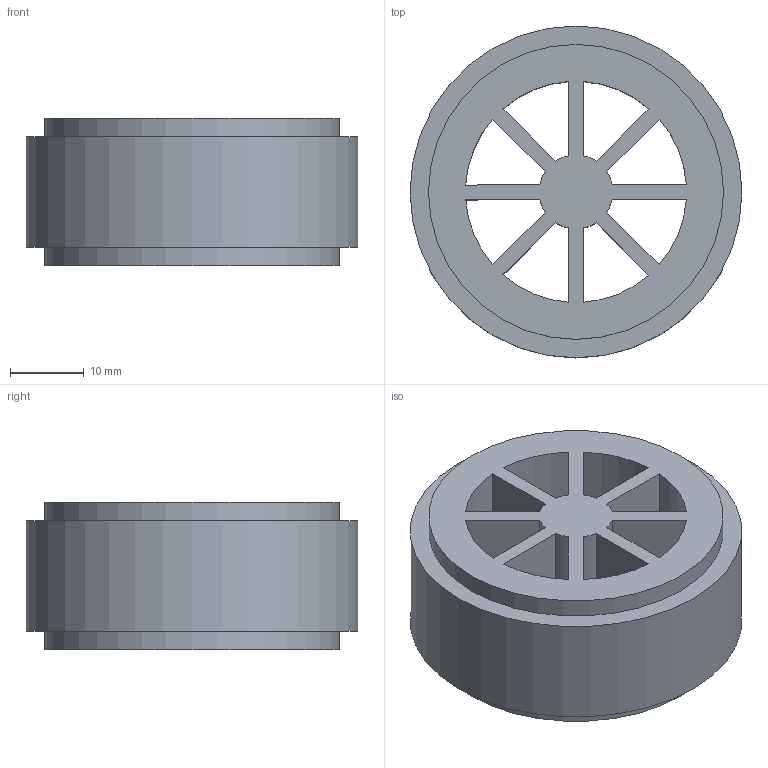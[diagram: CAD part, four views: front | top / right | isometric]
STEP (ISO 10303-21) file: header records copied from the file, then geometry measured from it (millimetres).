
FILE_DESCRIPTION(('FreeCAD Model'),'2;1');
FILE_NAME('Open CASCADE Shape Model','2022-10-24T11:29:42',(''),(''), 'Open CASCADE STEP processor 7.6','FreeCAD','Unknown');
FILE_SCHEMA(('AUTOMOTIVE_DESIGN { 1 0 10303 214 1 1 1 1 }'));
Length unit declared in the file: millimetre
Products named in the file (3): robot; Robot Rim; Robot Slick Tire
Assembly tree (2 placements, depth 2):
  robot
    Robot Rim
    Robot Slick Tire
Bounding box: 45 x 45 x 20 mm (x, y, z)
Volume: 20901.1 mm3; surface area: 14591.7 mm2
Topology: 2 solids, 2 shells, 47 faces, 123 edges, 83 vertices
Faces by surface type: plane 24, cylinder 22, cone 1
Full cylindrical faces by diameter (mm): 35 x2, 40 x2, 45 x1
Entity records: 3258 total; most frequent: CARTESIAN_POINT 594, DIRECTION 505, LINE 261, VECTOR 261, ORIENTED_EDGE 246, PCURVE 246, DEFINITIONAL_REPRESENTATION 246, EDGE_CURVE 123
